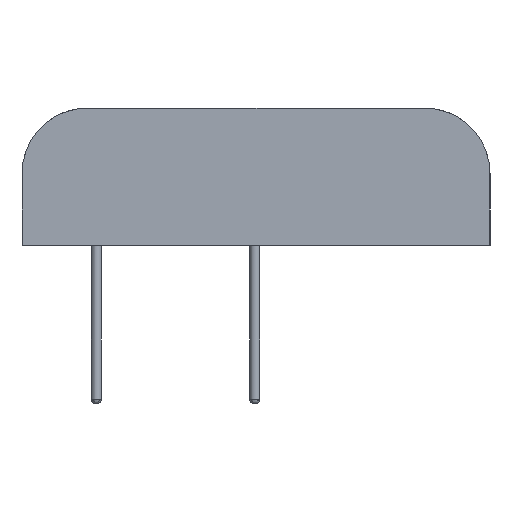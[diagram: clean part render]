
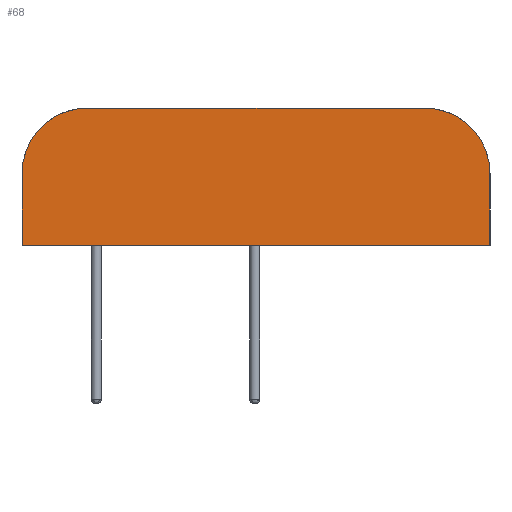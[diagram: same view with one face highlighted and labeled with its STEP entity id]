
A CAD part, left-side view. The second image highlights one B-rep face of the part: STEP entity #68.
In plain terms, the highlighted planar face has unit normal (-1, 0, 0).
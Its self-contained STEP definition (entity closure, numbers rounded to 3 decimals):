
#21 = EDGE_CURVE('',#22,#24,#26,.T.);
#22 = VERTEX_POINT('',#23);
#23 = CARTESIAN_POINT('',(-2.6,-26.29,11.1));
#24 = VERTEX_POINT('',#25);
#25 = CARTESIAN_POINT('',(-2.6,-31.54,5.85));
#26 = CIRCLE('',#27,5.25);
#27 = AXIS2_PLACEMENT_3D('',#28,#29,#30);
#28 = CARTESIAN_POINT('',(-2.6,-26.29,5.85));
#29 = DIRECTION('',(1.,0.,0.));
#30 = DIRECTION('',(0.,1.,0.));
#68 = ADVANCED_FACE('',(#69),#111,.T.);
#69 = FACE_BOUND('',#70,.T.);
#70 = EDGE_LOOP('',(#71,#81,#89,#95,#96,#104));
#71 = ORIENTED_EDGE('',*,*,#72,.F.);
#72 = EDGE_CURVE('',#73,#75,#77,.T.);
#73 = VERTEX_POINT('',#74);
#74 = CARTESIAN_POINT('',(-2.6,5.95,0.1));
#75 = VERTEX_POINT('',#76);
#76 = CARTESIAN_POINT('',(-2.6,5.95,5.85));
#77 = LINE('',#78,#79);
#78 = CARTESIAN_POINT('',(-2.6,5.95,0.1));
#79 = VECTOR('',#80,1.);
#80 = DIRECTION('',(0.,0.,1.));
#81 = ORIENTED_EDGE('',*,*,#82,.T.);
#82 = EDGE_CURVE('',#73,#83,#85,.T.);
#83 = VERTEX_POINT('',#84);
#84 = CARTESIAN_POINT('',(-2.6,-31.54,0.1));
#85 = LINE('',#86,#87);
#86 = CARTESIAN_POINT('',(-2.6,5.95,0.1));
#87 = VECTOR('',#88,1.);
#88 = DIRECTION('',(0.,-1.,0.));
#89 = ORIENTED_EDGE('',*,*,#90,.T.);
#90 = EDGE_CURVE('',#83,#24,#91,.T.);
#91 = LINE('',#92,#93);
#92 = CARTESIAN_POINT('',(-2.6,-31.54,0.1));
#93 = VECTOR('',#94,1.);
#94 = DIRECTION('',(0.,0.,1.));
#95 = ORIENTED_EDGE('',*,*,#21,.F.);
#96 = ORIENTED_EDGE('',*,*,#97,.T.);
#97 = EDGE_CURVE('',#22,#98,#100,.T.);
#98 = VERTEX_POINT('',#99);
#99 = CARTESIAN_POINT('',(-2.6,0.7,11.1));
#100 = LINE('',#101,#102);
#101 = CARTESIAN_POINT('',(-2.6,-26.29,11.1));
#102 = VECTOR('',#103,1.);
#103 = DIRECTION('',(0.,1.,0.));
#104 = ORIENTED_EDGE('',*,*,#105,.F.);
#105 = EDGE_CURVE('',#75,#98,#106,.T.);
#106 = CIRCLE('',#107,5.25);
#107 = AXIS2_PLACEMENT_3D('',#108,#109,#110);
#108 = CARTESIAN_POINT('',(-2.6,0.7,5.85));
#109 = DIRECTION('',(1.,0.,0.));
#110 = DIRECTION('',(0.,1.,0.));
#111 = PLANE('',#112);
#112 = AXIS2_PLACEMENT_3D('',#113,#114,#115);
#113 = CARTESIAN_POINT('',(-2.6,-12.795,5.268));
#114 = DIRECTION('',(-1.,0.,0.));
#115 = DIRECTION('',(0.,0.,-1.));
